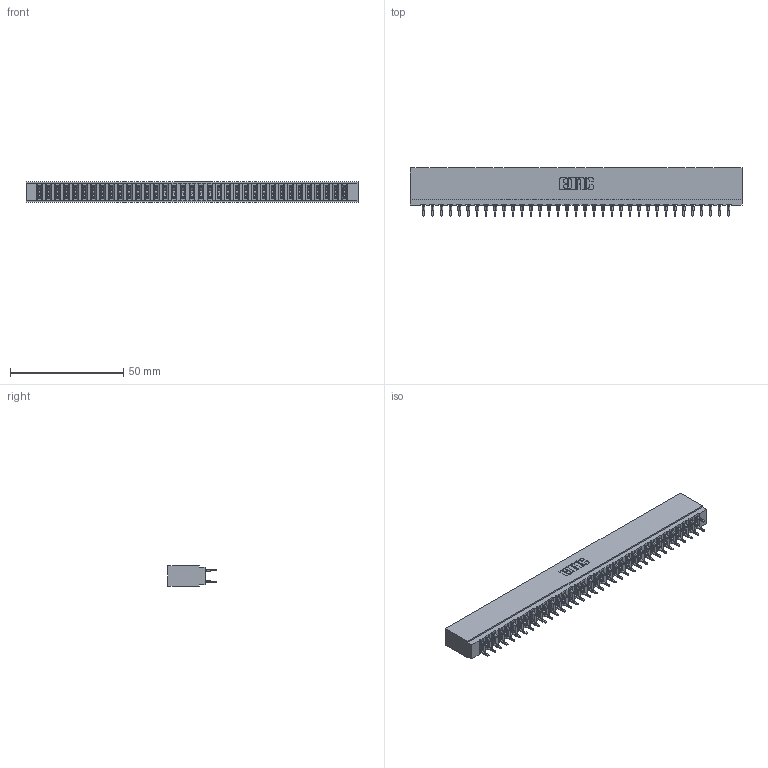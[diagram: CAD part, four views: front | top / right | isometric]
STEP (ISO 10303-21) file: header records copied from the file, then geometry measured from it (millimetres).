
FILE_DESCRIPTION (( 'STEP AP203' ), '1' );
FILE_NAME ('737-070-525-201.STEP', '2026-03-06T01:07:47', ( '' ), ( '' ), 'SwSTEP 2.0', 'SolidWorks 2023', '' );
FILE_SCHEMA (( 'CONFIG_CONTROL_DESIGN' ));
Length unit declared in the file: millimetre
Products named in the file (3): 737 Part_Insulator Option - 01; 745-292-001_525; 737-070-525-201
Assembly tree (71 placements, depth 2):
  737-070-525-201
    737 Part_Insulator Option - 01
    745-292-001_525  x70
Bounding box: 146.56 x 21.22 x 8.89 mm (x, y, z)
Volume: 14449.4 mm3; surface area: 21122.4 mm2
Topology: 71 solids, 71 shells, 6394 faces, 17195 edges, 10810 vertices
Faces by surface type: plane 3309, bspline 1400, cylinder 1265, torus 420
Entity records: 61001 total; most frequent: CARTESIAN_POINT 11095, ORIENTED_EDGE 10516, DIRECTION 9184, EDGE_CURVE 5258, VECTOR 4866, LINE 4866, VERTEX_POINT 3358, AXIS2_PLACEMENT_3D 2159
